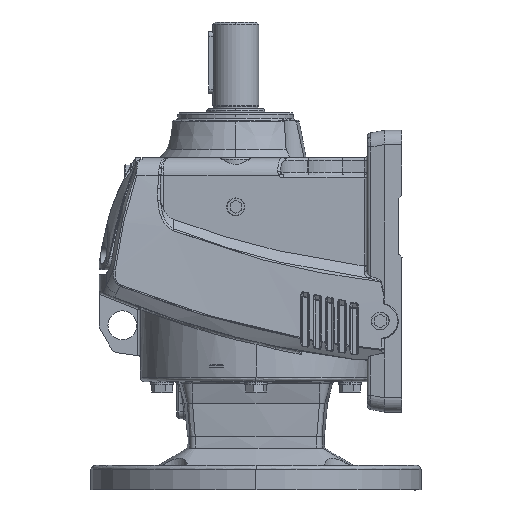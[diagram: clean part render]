
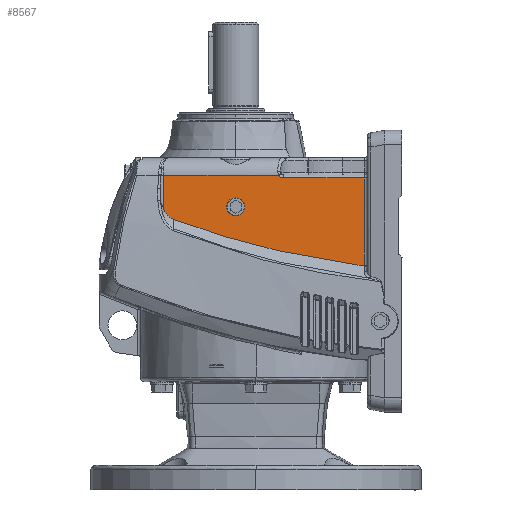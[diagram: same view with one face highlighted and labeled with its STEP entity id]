
A CAD part, left-side view. The second image highlights one B-rep face of the part: STEP entity #8567.
In plain terms, the highlighted planar face has unit normal (-1, 0, 0).
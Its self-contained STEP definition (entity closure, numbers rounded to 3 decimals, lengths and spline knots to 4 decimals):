
#52 = ORIENTED_EDGE ( 'NONE', *, *, #53717, .F. ) ;
#313 = ORIENTED_EDGE ( 'NONE', *, *, #23755, .F. ) ;
#379 = CARTESIAN_POINT ( 'NONE',  ( -2.9552, 3.094, -0.5441 ) ) ;
#744 = CARTESIAN_POINT ( 'NONE',  ( -2.9553, 0.8465, -2.9541 ) ) ;
#1972 = CARTESIAN_POINT ( 'NONE',  ( -2.9552, 4.3504, -1.3386 ) ) ;
#2581 = LINE ( 'NONE', #47412, #48428 ) ;
#3452 = CARTESIAN_POINT ( 'NONE',  ( -2.9552, 6.3166, -1.4104 ) ) ;
#3858 = CARTESIAN_POINT ( 'NONE',  ( -2.9552, 2.6321, -2.6588 ) ) ;
#4074 = EDGE_CURVE ( 'NONE', #31403, #14265, #51662, .T. ) ;
#4864 = CARTESIAN_POINT ( 'NONE',  ( -2.9552, 3.0603, -0.5512 ) ) ;
#6500 = DIRECTION ( 'NONE',  ( 0., 0., 1. ) ) ;
#6604 = VECTOR ( 'NONE', #13324, 39.3701 ) ;
#6782 = VERTEX_POINT ( 'NONE', #34469 ) ;
#6960 = CARTESIAN_POINT ( 'NONE',  ( -2.9552, 0.8465, -0.5512 ) ) ;
#7033 = ORIENTED_EDGE ( 'NONE', *, *, #4074, .F. ) ;
#7616 = CARTESIAN_POINT ( 'NONE',  ( -2.9552, 4.3504, -1.0928 ) ) ;
#7635 = DIRECTION ( 'NONE',  ( 0., -1., 0. ) ) ;
#7755 = CARTESIAN_POINT ( 'NONE',  ( -2.9552, 6.0446, -1.6812 ) ) ;
#8340 = CARTESIAN_POINT ( 'NONE',  ( -2.9552, 3.8195, -2.3886 ) ) ;
#8567 = ADVANCED_FACE ( 'NONE', ( #35903, #34557 ), #33571, .F. ) ;
#11240 = ORIENTED_EDGE ( 'NONE', *, *, #23645, .F. ) ;
#11426 = DIRECTION ( 'NONE',  ( 0., 0., -1. ) ) ;
#11555 = ORIENTED_EDGE ( 'NONE', *, *, #22587, .F. ) ;
#12222 = CARTESIAN_POINT ( 'NONE',  ( -2.9552, 6.1046, -1.6544 ) ) ;
#12785 = VERTEX_POINT ( 'NONE', #55729 ) ;
#12810 = CARTESIAN_POINT ( 'NONE',  ( -2.9552, 5.3421, -1.9313 ) ) ;
#13081 = VECTOR ( 'NONE', #11426, 39.3701 ) ;
#13292 = CARTESIAN_POINT ( 'NONE',  ( -2.9552, 3.1836, -0.4724 ) ) ;
#13324 = DIRECTION ( 'NONE',  ( 0., 0., 1. ) ) ;
#14265 = VERTEX_POINT ( 'NONE', #34287 ) ;
#15325 = VECTOR ( 'NONE', #16148, 39.3701 ) ;
#15892 = DIRECTION ( 'NONE',  ( 1., 0., 0. ) ) ;
#16102 = EDGE_LOOP ( 'NONE', ( #38659, #11555, #43520, #53807, #313, #37258, #52, #7033 ) ) ;
#16148 = DIRECTION ( 'NONE',  ( 0., -1., 0. ) ) ;
#16679 = CARTESIAN_POINT ( 'NONE',  ( -2.9552, 6.158, -1.6168 ) ) ;
#17155 = VERTEX_POINT ( 'NONE', #56092 ) ;
#17168 = CARTESIAN_POINT ( 'NONE',  ( -2.9552, 0.849, -2.9538 ) ) ;
#17272 = CARTESIAN_POINT ( 'NONE',  ( -2.9552, 6.0446, -1.6812 ) ) ;
#18088 = CARTESIAN_POINT ( 'NONE',  ( -2.9552, 3.1487, -0.5148 ) ) ;
#18206 = AXIS2_PLACEMENT_3D ( 'NONE', #47466, #20916, #51899 ) ;
#18222 = CIRCLE ( 'NONE', #18206, 0.2458 ) ;
#20916 = DIRECTION ( 'NONE',  ( -1., 0., 0. ) ) ;
#21182 = CARTESIAN_POINT ( 'NONE',  ( -2.9552, 6.1951, -1.584 ) ) ;
#21569 = CARTESIAN_POINT ( 'NONE',  ( -2.9552, 1.0477, -2.9283 ) ) ;
#21658 = CARTESIAN_POINT ( 'NONE',  ( -2.9551, 0.854, -2.9533 ) ) ;
#21678 = AXIS2_PLACEMENT_3D ( 'NONE', #1972, #33082, #6500 ) ;
#22583 = CARTESIAN_POINT ( 'NONE',  ( -2.9552, 3.1196, -0.5336 ) ) ;
#22587 = EDGE_CURVE ( 'NONE', #51775, #23904, #36695, .T. ) ;
#23057 = CARTESIAN_POINT ( 'NONE',  ( -2.9551, 0.854, -2.9533 ) ) ;
#23444 = VERTEX_POINT ( 'NONE', #13292 ) ;
#23645 = EDGE_CURVE ( 'NONE', #47415, #6782, #29036, .T. ) ;
#23755 = EDGE_CURVE ( 'NONE', #12785, #23444, #2581, .T. ) ;
#23904 = VERTEX_POINT ( 'NONE', #744 ) ;
#24247 = EDGE_LOOP ( 'NONE', ( #11240, #37320 ) ) ;
#25642 = CARTESIAN_POINT ( 'NONE',  ( -2.9552, 6.2494, -1.5232 ) ) ;
#25856 = CARTESIAN_POINT ( 'NONE',  ( -2.9552, 1.2412, -2.9016 ) ) ;
#26043 = CARTESIAN_POINT ( 'NONE',  ( -2.9551, 0.854, -2.9533 ) ) ;
#27045 = CARTESIAN_POINT ( 'NONE',  ( -2.9552, 3.1006, -0.5419 ) ) ;
#27176 = LINE ( 'NONE', #47200, #15325 ) ;
#28903 = B_SPLINE_CURVE_WITH_KNOTS ( 'NONE', 3,
 ( #7755, #34364, #12222, #43280, #16679, #47716, #21182, #52162, #25642, #56634, #30099, #3452 ),
 .UNSPECIFIED., .F., .F.,
 ( 4, 2, 2, 2, 2, 4 ),
 ( 0., 0.0025, 0.0037, 0.005, 0.0074, 0.0099 ),
 .UNSPECIFIED. ) ;
#29036 = CIRCLE ( 'NONE', #21678, 0.2458 ) ;
#29330 = EDGE_CURVE ( 'NONE', #17155, #12785, #30228, .T. ) ;
#29660 = CARTESIAN_POINT ( 'NONE',  ( -2.9552, 3.0464, -0.5512 ) ) ;
#30099 = CARTESIAN_POINT ( 'NONE',  ( -2.9552, 6.3023, -1.4401 ) ) ;
#30228 = LINE ( 'NONE', #44398, #6604 ) ;
#30360 = B_SPLINE_CURVE_WITH_KNOTS ( 'NONE', 3,
 ( #43765, #17168, #48202, #21658 ),
 .UNSPECIFIED., .F., .F.,
 ( 4, 4 ),
 ( 0., 0.0002 ),
 .UNSPECIFIED. ) ;
#30492 = CARTESIAN_POINT ( 'NONE',  ( -2.9552, 2.0347, -2.7738 ) ) ;
#31403 = VERTEX_POINT ( 'NONE', #23057 ) ;
#31479 = CARTESIAN_POINT ( 'NONE',  ( -2.9552, 3.074, -0.5494 ) ) ;
#33082 = DIRECTION ( 'NONE',  ( -1., 0., 0. ) ) ;
#33571 = PLANE ( 'NONE',  #49251 ) ;
#34287 = CARTESIAN_POINT ( 'NONE',  ( -2.9552, 6.0446, -1.6812 ) ) ;
#34364 = CARTESIAN_POINT ( 'NONE',  ( -2.9552, 6.0757, -1.6697 ) ) ;
#34469 = CARTESIAN_POINT ( 'NONE',  ( -2.9552, 4.3504, -1.5844 ) ) ;
#34475 = EDGE_CURVE ( 'NONE', #42184, #51775, #27176, .T. ) ;
#34557 = FACE_OUTER_BOUND ( 'NONE', #16102, .T. ) ;
#34934 = CARTESIAN_POINT ( 'NONE',  ( -2.9552, 2.9298, -2.5956 ) ) ;
#35742 = CARTESIAN_POINT ( 'NONE',  ( -2.9552, 3.1836, -0.4724 ) ) ;
#35903 = FACE_BOUND ( 'NONE', #24247, .T. ) ;
#35919 = CARTESIAN_POINT ( 'NONE',  ( -2.9552, 3.0464, -0.5512 ) ) ;
#36695 = LINE ( 'NONE', #6960, #13081 ) ;
#37258 = ORIENTED_EDGE ( 'NONE', *, *, #29330, .F. ) ;
#37320 = ORIENTED_EDGE ( 'NONE', *, *, #54207, .F. ) ;
#38659 = ORIENTED_EDGE ( 'NONE', *, *, #51411, .F. ) ;
#39296 = B_SPLINE_CURVE_WITH_KNOTS ( 'NONE', 3,
 ( #35742, #40195, #44682, #18088, #49103, #22583, #53571, #27045, #379, #31479, #4864, #35919 ),
 .UNSPECIFIED., .F., .F.,
 ( 4, 2, 2, 2, 2, 4 ),
 ( 0., 0.25, 0.5, 0.625, 0.75, 1. ),
 .UNSPECIFIED. ) ;
#39415 = CARTESIAN_POINT ( 'NONE',  ( -2.9552, 4.406, -2.2278 ) ) ;
#40195 = CARTESIAN_POINT ( 'NONE',  ( -2.9552, 3.1766, -0.4845 ) ) ;
#42184 = VERTEX_POINT ( 'NONE', #29660 ) ;
#43280 = CARTESIAN_POINT ( 'NONE',  ( -2.9552, 6.145, -1.6268 ) ) ;
#43520 = ORIENTED_EDGE ( 'NONE', *, *, #34475, .F. ) ;
#43765 = CARTESIAN_POINT ( 'NONE',  ( -2.9553, 0.8465, -2.9541 ) ) ;
#43867 = CARTESIAN_POINT ( 'NONE',  ( -2.9552, 5.695, -1.8105 ) ) ;
#44398 = CARTESIAN_POINT ( 'NONE',  ( -2.9552, 6.3166, -2.8652 ) ) ;
#44682 = CARTESIAN_POINT ( 'NONE',  ( -2.9552, 3.1682, -0.4954 ) ) ;
#46810 = EDGE_CURVE ( 'NONE', #23444, #42184, #39296, .T. ) ;
#46943 = DIRECTION ( 'NONE',  ( 0., 0., -1. ) ) ;
#47200 = CARTESIAN_POINT ( 'NONE',  ( -2.9552, 3.5048, -0.5512 ) ) ;
#47412 = CARTESIAN_POINT ( 'NONE',  ( -2.9552, 4.0354, -0.4724 ) ) ;
#47415 = VERTEX_POINT ( 'NONE', #7616 ) ;
#47466 = CARTESIAN_POINT ( 'NONE',  ( -2.9552, 4.3504, -1.3386 ) ) ;
#47716 = CARTESIAN_POINT ( 'NONE',  ( -2.9552, 6.1831, -1.5954 ) ) ;
#48140 = CARTESIAN_POINT ( 'NONE',  ( -2.9552, 0.8465, -0.5512 ) ) ;
#48202 = CARTESIAN_POINT ( 'NONE',  ( -2.9552, 0.8515, -2.9537 ) ) ;
#48428 = VECTOR ( 'NONE', #7635, 39.3701 ) ;
#49103 = CARTESIAN_POINT ( 'NONE',  ( -2.9552, 3.1375, -0.5233 ) ) ;
#49251 = AXIS2_PLACEMENT_3D ( 'NONE', #54500, #15892, #46943 ) ;
#51411 = EDGE_CURVE ( 'NONE', #23904, #31403, #30360, .T. ) ;
#51662 = B_SPLINE_CURVE_WITH_KNOTS ( 'NONE', 3,
 ( #26043, #21569, #25856, #57022, #30492, #3858, #34934, #8340, #39415, #12810, #43867, #17272 ),
 .UNSPECIFIED., .F., .F.,
 ( 4, 2, 2, 2, 2, 4 ),
 ( 0., 0.0149, 0.0381, 0.0613, 0.1077, 0.1361 ),
 .UNSPECIFIED. ) ;
#51775 = VERTEX_POINT ( 'NONE', #48140 ) ;
#51899 = DIRECTION ( 'NONE',  ( 0., 0., 1. ) ) ;
#52162 = CARTESIAN_POINT ( 'NONE',  ( -2.9552, 6.2291, -1.5487 ) ) ;
#53571 = CARTESIAN_POINT ( 'NONE',  ( -2.9552, 3.1134, -0.5366 ) ) ;
#53717 = EDGE_CURVE ( 'NONE', #14265, #17155, #28903, .T. ) ;
#53807 = ORIENTED_EDGE ( 'NONE', *, *, #46810, .F. ) ;
#54207 = EDGE_CURVE ( 'NONE', #6782, #47415, #18222, .T. ) ;
#54500 = CARTESIAN_POINT ( 'NONE',  ( -2.9552, 3.5048, -2.8652 ) ) ;
#55729 = CARTESIAN_POINT ( 'NONE',  ( -2.9552, 6.3166, -0.4724 ) ) ;
#56092 = CARTESIAN_POINT ( 'NONE',  ( -2.9552, 6.3166, -1.4104 ) ) ;
#56634 = CARTESIAN_POINT ( 'NONE',  ( -2.9552, 6.286, -1.469 ) ) ;
#57022 = CARTESIAN_POINT ( 'NONE',  ( -2.9552, 1.7349, -2.8255 ) ) ;
